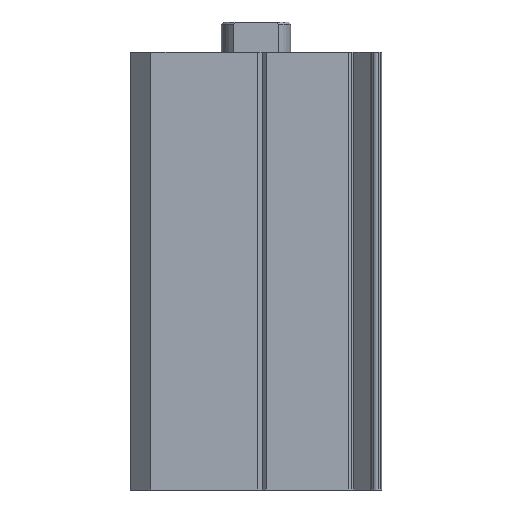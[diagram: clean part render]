
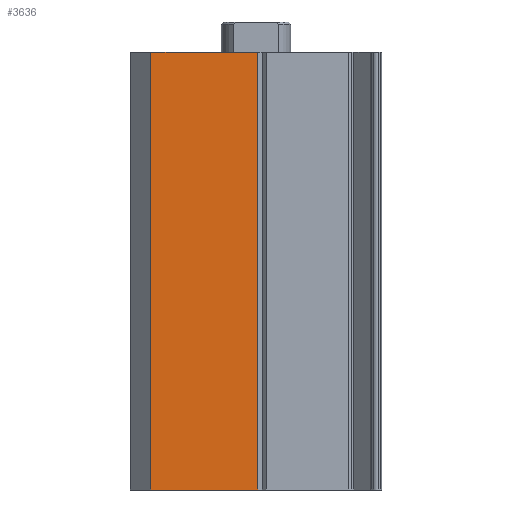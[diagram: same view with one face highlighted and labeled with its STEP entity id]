
A CAD part, left-side view. The second image highlights one B-rep face of the part: STEP entity #3636.
In plain terms, the highlighted planar face has unit normal (-1, 0, 0).
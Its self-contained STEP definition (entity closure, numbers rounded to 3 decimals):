
#41 = VECTOR ( 'NONE', #2186, 1000. ) ;
#76 = VERTEX_POINT ( 'NONE', #3878 ) ;
#116 = CARTESIAN_POINT ( 'NONE',  ( -14.5, -0.208, -25.25 ) ) ;
#131 = ORIENTED_EDGE ( 'NONE', *, *, #1394, .F. ) ;
#164 = CARTESIAN_POINT ( 'NONE',  ( -14.5, 12.13, 25.25 ) ) ;
#335 = EDGE_LOOP ( 'NONE', ( #1904, #1210, #131, #1117 ) ) ;
#399 = AXIS2_PLACEMENT_3D ( 'NONE', #2377, #3664, #1741 ) ;
#954 = LINE ( 'NONE', #1336, #2542 ) ;
#976 = LINE ( 'NONE', #1846, #41 ) ;
#1046 = VERTEX_POINT ( 'NONE', #116 ) ;
#1117 = ORIENTED_EDGE ( 'NONE', *, *, #1980, .T. ) ;
#1192 = DIRECTION ( 'NONE',  ( 0., -1., 0. ) ) ;
#1210 = ORIENTED_EDGE ( 'NONE', *, *, #4119, .T. ) ;
#1336 = CARTESIAN_POINT ( 'NONE',  ( -14.5, -14.5, -25.25 ) ) ;
#1394 = EDGE_CURVE ( 'NONE', #3911, #76, #3317, .T. ) ;
#1429 = PLANE ( 'NONE',  #399 ) ;
#1646 = DIRECTION ( 'NONE',  ( 0., -1., 0. ) ) ;
#1741 = DIRECTION ( 'NONE',  ( 0., 0., -1. ) ) ;
#1791 = EDGE_CURVE ( 'NONE', #2907, #1046, #954, .T. ) ;
#1846 = CARTESIAN_POINT ( 'NONE',  ( -14.5, -0.208, -25.25 ) ) ;
#1904 = ORIENTED_EDGE ( 'NONE', *, *, #1791, .T. ) ;
#1980 = EDGE_CURVE ( 'NONE', #3911, #2907, #2046, .T. ) ;
#2046 = LINE ( 'NONE', #3981, #2794 ) ;
#2186 = DIRECTION ( 'NONE',  ( 0., 0., 1. ) ) ;
#2352 = VECTOR ( 'NONE', #1192, 1000. ) ;
#2377 = CARTESIAN_POINT ( 'NONE',  ( -14.5, -14.5, 25.25 ) ) ;
#2542 = VECTOR ( 'NONE', #1646, 1000. ) ;
#2656 = CARTESIAN_POINT ( 'NONE',  ( -14.5, 12.13, -25.25 ) ) ;
#2773 = FACE_OUTER_BOUND ( 'NONE', #335, .T. ) ;
#2794 = VECTOR ( 'NONE', #3032, 1000. ) ;
#2907 = VERTEX_POINT ( 'NONE', #2656 ) ;
#3032 = DIRECTION ( 'NONE',  ( 0., 0., -1. ) ) ;
#3317 = LINE ( 'NONE', #3442, #2352 ) ;
#3442 = CARTESIAN_POINT ( 'NONE',  ( -14.5, -14.5, 25.25 ) ) ;
#3636 = ADVANCED_FACE ( 'NONE', ( #2773 ), #1429, .F. ) ;
#3664 = DIRECTION ( 'NONE',  ( 1., 0., 0. ) ) ;
#3878 = CARTESIAN_POINT ( 'NONE',  ( -14.5, -0.208, 25.25 ) ) ;
#3911 = VERTEX_POINT ( 'NONE', #164 ) ;
#3981 = CARTESIAN_POINT ( 'NONE',  ( -14.5, 12.13, 25.25 ) ) ;
#4119 = EDGE_CURVE ( 'NONE', #1046, #76, #976, .T. ) ;
